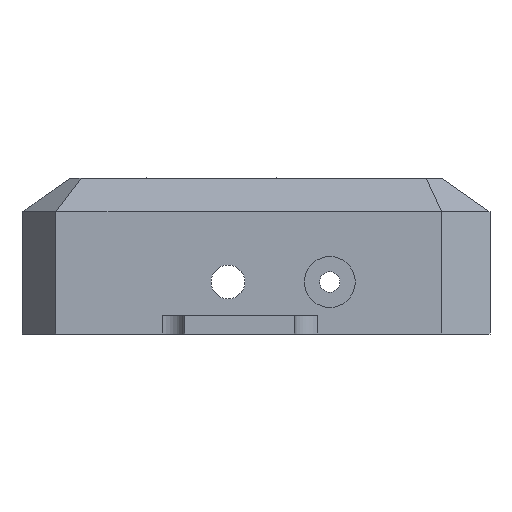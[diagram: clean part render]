
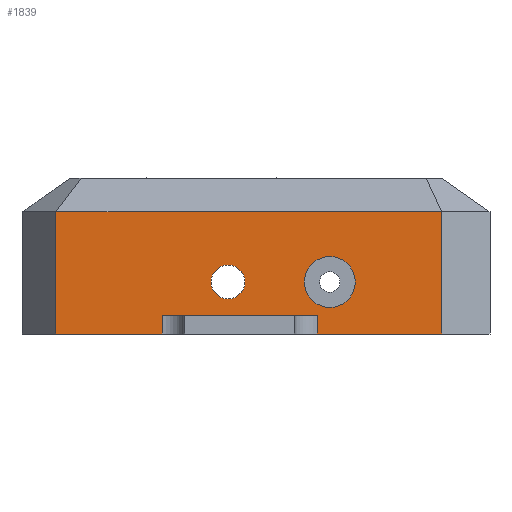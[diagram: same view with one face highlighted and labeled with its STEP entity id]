
A CAD part, front view. The second image highlights one B-rep face of the part: STEP entity #1839.
In plain terms, the highlighted planar face has unit normal (0, -1, 0).
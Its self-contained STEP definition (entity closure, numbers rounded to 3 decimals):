
#32 = AXIS2_PLACEMENT_3D ( 'NONE', #3047, #7366, #1207 ) ;
#354 = DIRECTION ( 'NONE',  ( 0., -1., 0. ) ) ;
#380 = LINE ( 'NONE', #10865, #7118 ) ;
#627 = ORIENTED_EDGE ( 'NONE', *, *, #8293, .T. ) ;
#706 = CARTESIAN_POINT ( 'NONE',  ( 0., -12.95, 10. ) ) ;
#807 = VERTEX_POINT ( 'NONE', #1741 ) ;
#828 = DIRECTION ( 'NONE',  ( 0., 0., -1. ) ) ;
#867 = VECTOR ( 'NONE', #7204, 1000. ) ;
#1008 = CIRCLE ( 'NONE', #6298, 2.25 ) ;
#1081 = AXIS2_PLACEMENT_3D ( 'NONE', #9540, #5093, #828 ) ;
#1169 = EDGE_LOOP ( 'NONE', ( #2543, #5587 ) ) ;
#1207 = DIRECTION ( 'NONE',  ( 0., 0., -1. ) ) ;
#1215 = ORIENTED_EDGE ( 'NONE', *, *, #2433, .T. ) ;
#1430 = AXIS2_PLACEMENT_3D ( 'NONE', #4203, #5106, #11215 ) ;
#1565 = ORIENTED_EDGE ( 'NONE', *, *, #9523, .T. ) ;
#1741 = CARTESIAN_POINT ( 'NONE',  ( 5.4, -12.95, 8.4 ) ) ;
#1779 = CARTESIAN_POINT ( 'NONE',  ( -8.3, -12.95, 8.4 ) ) ;
#1839 = ADVANCED_FACE ( 'NONE', ( #8240, #2888, #7287 ), #2080, .T. ) ;
#2080 = PLANE ( 'NONE',  #32 ) ;
#2316 = VERTEX_POINT ( 'NONE', #10157 ) ;
#2433 = EDGE_CURVE ( 'NONE', #2316, #4087, #11065, .T. ) ;
#2531 = CARTESIAN_POINT ( 'NONE',  ( -17.7, -12.95, 19.2 ) ) ;
#2543 = ORIENTED_EDGE ( 'NONE', *, *, #3661, .F. ) ;
#2678 = EDGE_CURVE ( 'NONE', #5333, #6733, #8494, .T. ) ;
#2781 = LINE ( 'NONE', #706, #6086 ) ;
#2868 = EDGE_LOOP ( 'NONE', ( #5100, #9687, #9812, #1565, #3344, #4303, #627, #3472 ) ) ;
#2888 = FACE_BOUND ( 'NONE', #1169, .T. ) ;
#2929 = DIRECTION ( 'NONE',  ( 0., 0., 1. ) ) ;
#2932 = CARTESIAN_POINT ( 'NONE',  ( -20.7, -12.95, 8.4 ) ) ;
#3047 = CARTESIAN_POINT ( 'NONE',  ( -20.7, -12.95, 0. ) ) ;
#3170 = LINE ( 'NONE', #4599, #867 ) ;
#3251 = DIRECTION ( 'NONE',  ( 1., 0., 0. ) ) ;
#3344 = ORIENTED_EDGE ( 'NONE', *, *, #8896, .T. ) ;
#3395 = AXIS2_PLACEMENT_3D ( 'NONE', #3867, #354, #4739 ) ;
#3423 = CARTESIAN_POINT ( 'NONE',  ( -17.7, -12.95, 0. ) ) ;
#3432 = EDGE_CURVE ( 'NONE', #4957, #11005, #9166, .T. ) ;
#3472 = ORIENTED_EDGE ( 'NONE', *, *, #5546, .T. ) ;
#3553 = EDGE_LOOP ( 'NONE', ( #11259, #1215 ) ) ;
#3661 = EDGE_CURVE ( 'NONE', #11005, #4957, #4094, .T. ) ;
#3810 = DIRECTION ( 'NONE',  ( 1., 0., 0. ) ) ;
#3826 = CARTESIAN_POINT ( 'NONE',  ( 6.527, -12.95, 10.75 ) ) ;
#3867 = CARTESIAN_POINT ( 'NONE',  ( -2.473, -12.95, 13. ) ) ;
#4087 = VERTEX_POINT ( 'NONE', #3826 ) ;
#4094 = CIRCLE ( 'NONE', #3395, 1.5 ) ;
#4096 = CARTESIAN_POINT ( 'NONE',  ( -20.7, -12.95, 19.2 ) ) ;
#4203 = CARTESIAN_POINT ( 'NONE',  ( 6.527, -12.95, 13. ) ) ;
#4280 = DIRECTION ( 'NONE',  ( 0., 0., -1. ) ) ;
#4303 = ORIENTED_EDGE ( 'NONE', *, *, #8049, .T. ) ;
#4380 = VERTEX_POINT ( 'NONE', #5184 ) ;
#4566 = LINE ( 'NONE', #4096, #11083 ) ;
#4599 = CARTESIAN_POINT ( 'NONE',  ( -8.3, -12.95, 0. ) ) ;
#4739 = DIRECTION ( 'NONE',  ( 0., 0., -1. ) ) ;
#4861 = DIRECTION ( 'NONE',  ( 0., 0., -1. ) ) ;
#4957 = VERTEX_POINT ( 'NONE', #6095 ) ;
#5012 = EDGE_CURVE ( 'NONE', #6543, #8877, #3170, .T. ) ;
#5093 = DIRECTION ( 'NONE',  ( 0., -1., 0. ) ) ;
#5100 = ORIENTED_EDGE ( 'NONE', *, *, #2678, .T. ) ;
#5106 = DIRECTION ( 'NONE',  ( 0., 1., 0. ) ) ;
#5184 = CARTESIAN_POINT ( 'NONE',  ( 16.416, -12.95, 19.2 ) ) ;
#5186 = EDGE_CURVE ( 'NONE', #4087, #2316, #1008, .T. ) ;
#5217 = VECTOR ( 'NONE', #6937, 1000. ) ;
#5258 = VECTOR ( 'NONE', #3810, 1000. ) ;
#5333 = VERTEX_POINT ( 'NONE', #2531 ) ;
#5408 = LINE ( 'NONE', #2932, #5258 ) ;
#5538 = CARTESIAN_POINT ( 'NONE',  ( 16.416, -12.95, 0. ) ) ;
#5546 = EDGE_CURVE ( 'NONE', #4380, #5333, #4566, .T. ) ;
#5587 = ORIENTED_EDGE ( 'NONE', *, *, #3432, .F. ) ;
#5700 = DIRECTION ( 'NONE',  ( 0., 1., 0. ) ) ;
#5975 = CARTESIAN_POINT ( 'NONE',  ( -2.473, -12.95, 14.5 ) ) ;
#6086 = VECTOR ( 'NONE', #3251, 1000. ) ;
#6095 = CARTESIAN_POINT ( 'NONE',  ( -2.473, -12.95, 11.5 ) ) ;
#6276 = VERTEX_POINT ( 'NONE', #7736 ) ;
#6298 = AXIS2_PLACEMENT_3D ( 'NONE', #7443, #5700, #2929 ) ;
#6543 = VERTEX_POINT ( 'NONE', #1779 ) ;
#6576 = CARTESIAN_POINT ( 'NONE',  ( 5.4, -12.95, 10. ) ) ;
#6733 = VERTEX_POINT ( 'NONE', #7485 ) ;
#6868 = VECTOR ( 'NONE', #4280, 1000. ) ;
#6869 = CARTESIAN_POINT ( 'NONE',  ( -20.7, -12.95, 8.4 ) ) ;
#6937 = DIRECTION ( 'NONE',  ( 1., 0., 0. ) ) ;
#7118 = VECTOR ( 'NONE', #4861, 1000. ) ;
#7128 = VECTOR ( 'NONE', #8997, 1000. ) ;
#7204 = DIRECTION ( 'NONE',  ( 0., 0., 1. ) ) ;
#7287 = FACE_OUTER_BOUND ( 'NONE', #2868, .T. ) ;
#7366 = DIRECTION ( 'NONE',  ( 0., -1., 0. ) ) ;
#7443 = CARTESIAN_POINT ( 'NONE',  ( 6.527, -12.95, 13. ) ) ;
#7485 = CARTESIAN_POINT ( 'NONE',  ( -17.7, -12.95, 8.4 ) ) ;
#7525 = LINE ( 'NONE', #6869, #5217 ) ;
#7736 = CARTESIAN_POINT ( 'NONE',  ( 16.416, -12.95, 8.4 ) ) ;
#8049 = EDGE_CURVE ( 'NONE', #807, #6276, #7525, .T. ) ;
#8240 = FACE_BOUND ( 'NONE', #3553, .T. ) ;
#8293 = EDGE_CURVE ( 'NONE', #6276, #4380, #9151, .T. ) ;
#8494 = LINE ( 'NONE', #3423, #6868 ) ;
#8835 = VERTEX_POINT ( 'NONE', #6576 ) ;
#8877 = VERTEX_POINT ( 'NONE', #9100 ) ;
#8896 = EDGE_CURVE ( 'NONE', #8835, #807, #380, .T. ) ;
#8997 = DIRECTION ( 'NONE',  ( 0., 0., 1. ) ) ;
#9100 = CARTESIAN_POINT ( 'NONE',  ( -8.3, -12.95, 10. ) ) ;
#9151 = LINE ( 'NONE', #5538, #7128 ) ;
#9166 = CIRCLE ( 'NONE', #1081, 1.5 ) ;
#9523 = EDGE_CURVE ( 'NONE', #8877, #8835, #2781, .T. ) ;
#9540 = CARTESIAN_POINT ( 'NONE',  ( -2.473, -12.95, 13. ) ) ;
#9687 = ORIENTED_EDGE ( 'NONE', *, *, #10786, .T. ) ;
#9812 = ORIENTED_EDGE ( 'NONE', *, *, #5012, .T. ) ;
#10157 = CARTESIAN_POINT ( 'NONE',  ( 6.527, -12.95, 15.25 ) ) ;
#10202 = DIRECTION ( 'NONE',  ( -1., 0., 0. ) ) ;
#10786 = EDGE_CURVE ( 'NONE', #6733, #6543, #5408, .T. ) ;
#10865 = CARTESIAN_POINT ( 'NONE',  ( 5.4, -12.95, 3.8 ) ) ;
#11005 = VERTEX_POINT ( 'NONE', #5975 ) ;
#11065 = CIRCLE ( 'NONE', #1430, 2.25 ) ;
#11083 = VECTOR ( 'NONE', #10202, 1000. ) ;
#11215 = DIRECTION ( 'NONE',  ( 0., 0., 1. ) ) ;
#11259 = ORIENTED_EDGE ( 'NONE', *, *, #5186, .T. ) ;
